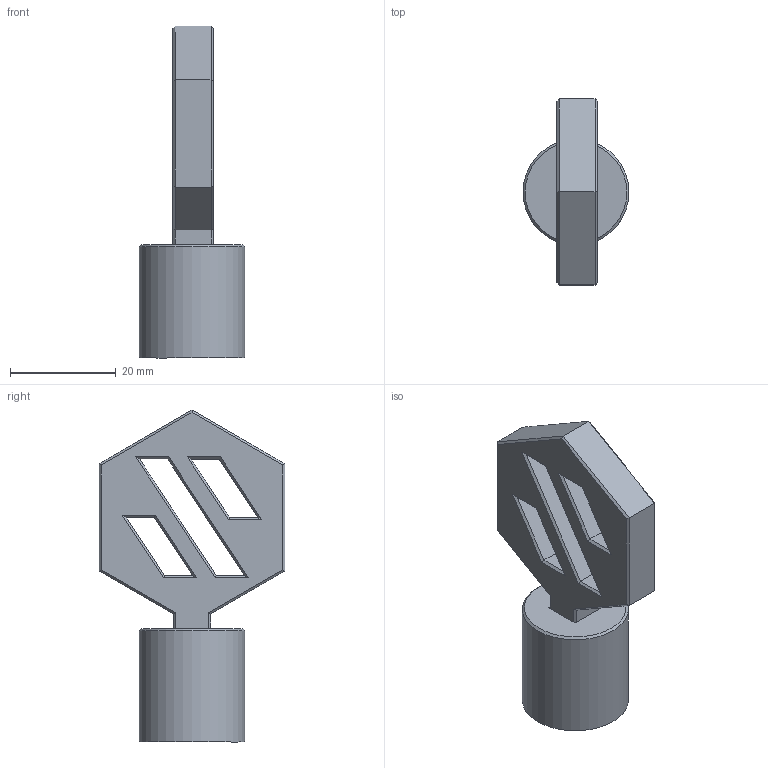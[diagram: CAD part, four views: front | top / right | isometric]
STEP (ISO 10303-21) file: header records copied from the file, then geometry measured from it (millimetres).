
FILE_DESCRIPTION(/* description */ (''),/* implementation_level */ '2;1');
FILE_NAME(/* name */ 'Spinner.step',/* time_stamp */ '2021-08-05T10:10:54-07:00',/* author */ (''),/* organization */ (''),/* preprocessor_version */ 'ST-DEVELOPER v18.1',/* originating_system */ 'Autodesk Translation Framework v10.9.0.1377',/* authorisation */ '');
FILE_SCHEMA (('AUTOMOTIVE_DESIGN { 1 0 10303 214 3 1 1 }'));
Length unit declared in the file: millimetre
Products named in the file (1): (Unsaved)
Bounding box: 20.07 x 35.24 x 62.9 mm (x, y, z)
Volume: 11470.9 mm3; surface area: 6263.9 mm2
Topology: 2 solids, 2 shells, 84 faces, 187 edges, 110 vertices
Faces by surface type: plane 75, cylinder 5, cone 4
Full cylindrical faces by diameter (mm): 2.9 x1, 3.4 x1, 6 x1, 16.1 x1, 20.072 x1
Entity records: 2284 total; most frequent: CARTESIAN_POINT 392, ORIENTED_EDGE 374, DIRECTION 367, EDGE_CURVE 187, LINE 167, VECTOR 167, VERTEX_POINT 110, AXIS2_PLACEMENT_3D 100
